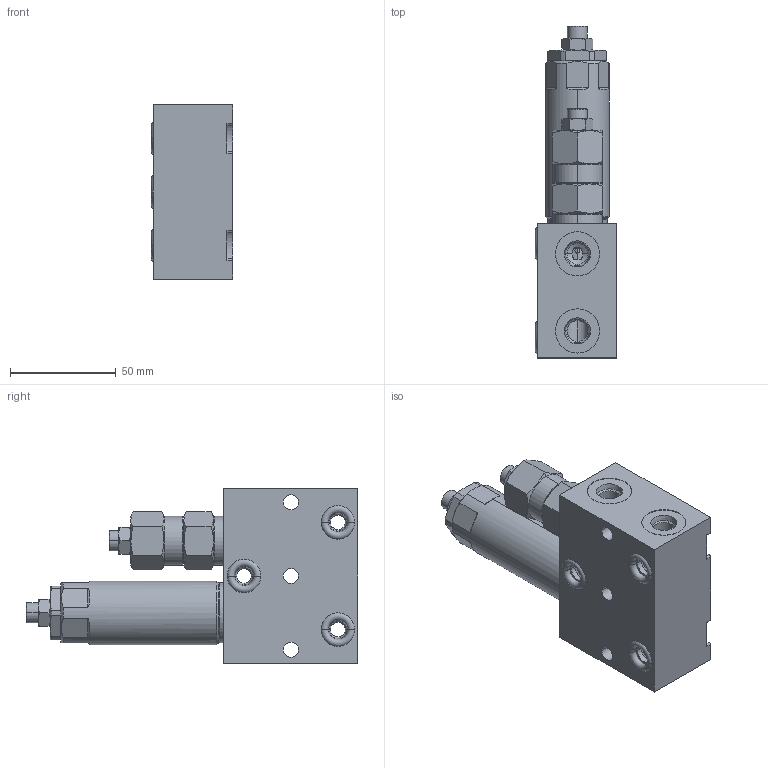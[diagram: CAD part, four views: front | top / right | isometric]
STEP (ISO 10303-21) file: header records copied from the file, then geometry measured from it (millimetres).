
FILE_DESCRIPTION((''),'2;1');
FILE_NAME('ILC70941000','2021-04-28T',('rkuestersteffen'),(''),'PRO/ENGINEER BY PARAMETRIC TECHNOLOGY CORPORATION, 2017170','PRO/ENGINEER BY PARAMETRIC TECHNOLOGY CORPORATION, 2017170','');
FILE_SCHEMA(('AUTOMOTIVE_DESIGN { 1 0 10303 214 1 1 1 1 }'));
Length unit declared in the file: inch
Products named in the file (1): ILC70941000
Bounding box: 38.45 x 157.25 x 82.55 mm (x, y, z)
Volume: 223039.5 mm3; surface area: 62077.4 mm2
Topology: 2 solids, 5 shells, 789 faces, 2016 edges, 1273 vertices
Faces by surface type: cylinder 274, plane 260, cone 166, torus 83, bspline 6
Entity records: 33032 total; most frequent: CARTESIAN_POINT 9882, DIRECTION 4293, ORIENTED_EDGE 4012, EDGE_CURVE 2006, AXIS2_PLACEMENT_3D 1751, VERTEX_POINT 1273, CIRCLE 968, EDGE_LOOP 913
